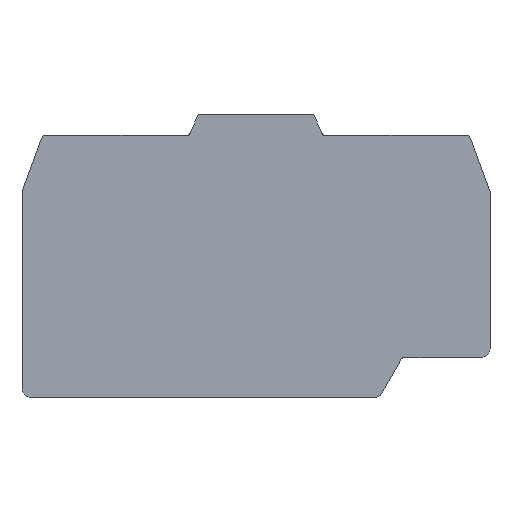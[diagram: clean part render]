
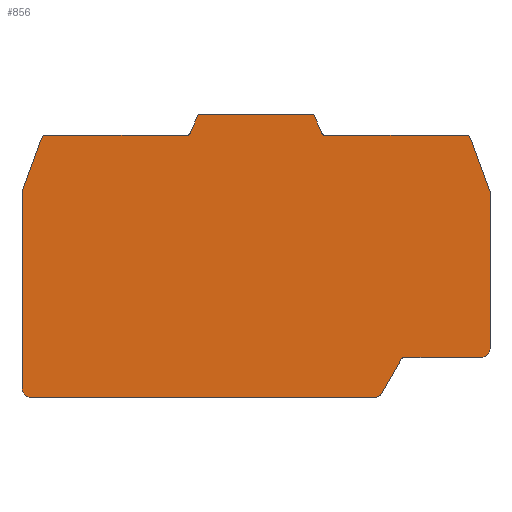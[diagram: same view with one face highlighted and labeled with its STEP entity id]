
A CAD part, top view. The second image highlights one B-rep face of the part: STEP entity #856.
In plain terms, the highlighted planar face has unit normal (0, 0, 1).
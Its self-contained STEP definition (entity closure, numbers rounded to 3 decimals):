
#156=DIRECTION('',(1.,0.,0.));
#157=VECTOR('',#156,24.069);
#158=CARTESIAN_POINT('',(-35.8,42.3,1.5));
#159=LINE('',#158,#157);
#318=DIRECTION('',(-0.342,-0.94,0.));
#319=VECTOR('',#318,9.533);
#320=CARTESIAN_POINT('',(-36.739,41.642,1.5));
#321=LINE('',#320,#319);
#325=CARTESIAN_POINT('',(-35.8,41.3,1.5));
#326=DIRECTION('',(0.,0.,1.));
#327=DIRECTION('',(0.,1.,0.));
#328=AXIS2_PLACEMENT_3D('',#325,#326,#327);
#333=CARTESIAN_POINT('',(-11.731,42.8,1.5));
#334=DIRECTION('',(0.,0.,-1.));
#335=DIRECTION('',(0.921,-0.391,0.));
#336=AXIS2_PLACEMENT_3D('',#333,#334,#335);
#341=DIRECTION('',(-0.391,-0.921,0.));
#342=VECTOR('',#341,3.471);
#343=CARTESIAN_POINT('',(-9.914,45.8,1.5));
#344=LINE('',#343,#342);
#348=DIRECTION('',(-1.,0.,0.));
#349=VECTOR('',#348,19.829);
#350=CARTESIAN_POINT('',(9.914,45.8,1.5));
#351=LINE('',#350,#349);
#355=DIRECTION('',(-0.391,0.921,0.));
#356=VECTOR('',#355,3.471);
#357=CARTESIAN_POINT('',(11.271,42.605,1.5));
#358=LINE('',#357,#356);
#362=CARTESIAN_POINT('',(11.731,42.8,1.5));
#363=DIRECTION('',(0.,0.,-1.));
#364=DIRECTION('',(0.,-1.,0.));
#365=AXIS2_PLACEMENT_3D('',#362,#363,#364);
#370=DIRECTION('',(-1.,0.,0.));
#371=VECTOR('',#370,24.069);
#372=CARTESIAN_POINT('',(35.8,42.3,1.5));
#373=LINE('',#372,#371);
#377=CARTESIAN_POINT('',(35.8,41.3,1.5));
#378=DIRECTION('',(0.,0.,1.));
#379=DIRECTION('',(0.94,0.342,0.));
#380=AXIS2_PLACEMENT_3D('',#377,#378,#379);
#385=DIRECTION('',(-0.342,0.94,0.));
#386=VECTOR('',#385,9.533);
#387=CARTESIAN_POINT('',(40.,32.684,1.5));
#388=LINE('',#387,#386);
#392=DIRECTION('',(0.,1.,0.));
#393=VECTOR('',#392,26.884);
#394=CARTESIAN_POINT('',(40.,5.8,1.5));
#395=LINE('',#394,#393);
#399=CARTESIAN_POINT('',(38.5,5.8,1.5));
#400=DIRECTION('',(0.,0.,1.));
#401=DIRECTION('',(0.,-1.,0.));
#402=AXIS2_PLACEMENT_3D('',#399,#400,#401);
#407=DIRECTION('',(1.,0.,0.));
#408=VECTOR('',#407,13.211);
#409=CARTESIAN_POINT('',(25.289,4.3,1.5));
#410=LINE('',#409,#408);
#414=CARTESIAN_POINT('',(25.289,3.8,1.5));
#415=DIRECTION('',(0.,0.,-1.));
#416=DIRECTION('',(-0.866,0.5,0.));
#417=AXIS2_PLACEMENT_3D('',#414,#415,#416);
#422=DIRECTION('',(0.5,0.866,0.));
#423=VECTOR('',#422,6.986);
#424=CARTESIAN_POINT('',(21.363,-2.,1.5));
#425=LINE('',#424,#423);
#429=CARTESIAN_POINT('',(20.497,-1.5,1.5));
#430=DIRECTION('',(0.,0.,1.));
#431=DIRECTION('',(0.,-1.,0.));
#432=AXIS2_PLACEMENT_3D('',#429,#430,#431);
#437=CARTESIAN_POINT('',(-38.5,-1.,1.5));
#438=DIRECTION('',(0.,0.,1.));
#439=DIRECTION('',(-1.,0.,0.));
#440=AXIS2_PLACEMENT_3D('',#437,#438,#439);
#473=DIRECTION('',(0.,1.,0.));
#474=VECTOR('',#473,33.684);
#475=CARTESIAN_POINT('',(-40.,-1.,1.5));
#476=LINE('',#475,#474);
#501=DIRECTION('',(-1.,0.,0.));
#502=VECTOR('',#501,58.997);
#503=CARTESIAN_POINT('',(20.497,-2.5,1.5));
#504=LINE('',#503,#502);
#592=CARTESIAN_POINT('',(-35.8,42.3,1.5));
#593=CARTESIAN_POINT('',(-11.731,42.3,1.5));
#594=VERTEX_POINT('',#592);
#595=VERTEX_POINT('',#593);
#602=CARTESIAN_POINT('',(-11.271,42.605,1.5));
#603=VERTEX_POINT('',#602);
#604=CARTESIAN_POINT('',(11.731,42.3,1.5));
#605=CARTESIAN_POINT('',(11.271,42.605,1.5));
#606=VERTEX_POINT('',#604);
#607=VERTEX_POINT('',#605);
#616=CARTESIAN_POINT('',(24.856,4.05,1.5));
#617=VERTEX_POINT('',#616);
#618=CARTESIAN_POINT('',(25.289,4.3,1.5));
#619=VERTEX_POINT('',#618);
#620=CARTESIAN_POINT('',(-36.739,41.642,1.5));
#621=VERTEX_POINT('',#620);
#622=CARTESIAN_POINT('',(-9.914,45.8,1.5));
#623=VERTEX_POINT('',#622);
#624=CARTESIAN_POINT('',(9.914,45.8,1.5));
#625=VERTEX_POINT('',#624);
#626=CARTESIAN_POINT('',(35.8,42.3,1.5));
#627=VERTEX_POINT('',#626);
#628=CARTESIAN_POINT('',(36.739,41.642,1.5));
#629=VERTEX_POINT('',#628);
#630=CARTESIAN_POINT('',(40.,32.684,1.5));
#631=VERTEX_POINT('',#630);
#632=CARTESIAN_POINT('',(40.,5.8,1.5));
#633=VERTEX_POINT('',#632);
#634=CARTESIAN_POINT('',(38.5,4.3,1.5));
#635=VERTEX_POINT('',#634);
#636=CARTESIAN_POINT('',(21.363,-2.,1.5));
#637=VERTEX_POINT('',#636);
#638=CARTESIAN_POINT('',(20.497,-2.5,1.5));
#639=VERTEX_POINT('',#638);
#640=CARTESIAN_POINT('',(-38.5,-2.5,1.5));
#641=VERTEX_POINT('',#640);
#642=CARTESIAN_POINT('',(-40.,-1.,1.5));
#643=VERTEX_POINT('',#642);
#644=CARTESIAN_POINT('',(-40.,32.684,1.5));
#645=VERTEX_POINT('',#644);
#813=CARTESIAN_POINT('',(3.7,28.,1.5));
#814=DIRECTION('',(0.,0.,1.));
#815=DIRECTION('',(-1.,0.,0.));
#816=AXIS2_PLACEMENT_3D('',#813,#814,#815);
#817=PLANE('',#816);
#819=ORIENTED_EDGE('',*,*,#818,.F.);
#821=ORIENTED_EDGE('',*,*,#820,.F.);
#822=ORIENTED_EDGE('',*,*,#679,.T.);
#823=ORIENTED_EDGE('',*,*,#705,.F.);
#825=ORIENTED_EDGE('',*,*,#824,.F.);
#826=ORIENTED_EDGE('',*,*,#778,.F.);
#827=ORIENTED_EDGE('',*,*,#797,.F.);
#829=ORIENTED_EDGE('',*,*,#828,.F.);
#831=ORIENTED_EDGE('',*,*,#830,.F.);
#833=ORIENTED_EDGE('',*,*,#832,.F.);
#835=ORIENTED_EDGE('',*,*,#834,.F.);
#837=ORIENTED_EDGE('',*,*,#836,.F.);
#839=ORIENTED_EDGE('',*,*,#838,.F.);
#841=ORIENTED_EDGE('',*,*,#840,.F.);
#843=ORIENTED_EDGE('',*,*,#842,.F.);
#845=ORIENTED_EDGE('',*,*,#844,.F.);
#847=ORIENTED_EDGE('',*,*,#846,.F.);
#849=ORIENTED_EDGE('',*,*,#848,.T.);
#851=ORIENTED_EDGE('',*,*,#850,.F.);
#853=ORIENTED_EDGE('',*,*,#852,.T.);
#854=EDGE_LOOP('',(#819,#821,#822,#823,#825,#826,#827,#829,#831,#833,#835,#837,
#839,#841,#843,#845,#847,#849,#851,#853));
#855=FACE_OUTER_BOUND('',#854,.F.);
#329=CIRCLE('',#328,1.);
#337=CIRCLE('',#336,0.5);
#366=CIRCLE('',#365,0.5);
#381=CIRCLE('',#380,1.);
#403=CIRCLE('',#402,1.5);
#418=CIRCLE('',#417,0.5);
#433=CIRCLE('',#432,1.);
#441=CIRCLE('',#440,1.5);
#679=EDGE_CURVE('',#594,#595,#159,.T.);
#705=EDGE_CURVE('',#603,#595,#337,.T.);
#778=EDGE_CURVE('',#625,#623,#351,.T.);
#797=EDGE_CURVE('',#607,#625,#358,.T.);
#818=EDGE_CURVE('',#621,#645,#321,.T.);
#820=EDGE_CURVE('',#594,#621,#329,.T.);
#824=EDGE_CURVE('',#623,#603,#344,.T.);
#828=EDGE_CURVE('',#606,#607,#366,.T.);
#830=EDGE_CURVE('',#627,#606,#373,.T.);
#832=EDGE_CURVE('',#629,#627,#381,.T.);
#834=EDGE_CURVE('',#631,#629,#388,.T.);
#836=EDGE_CURVE('',#633,#631,#395,.T.);
#838=EDGE_CURVE('',#635,#633,#403,.T.);
#840=EDGE_CURVE('',#619,#635,#410,.T.);
#842=EDGE_CURVE('',#617,#619,#418,.T.);
#844=EDGE_CURVE('',#637,#617,#425,.T.);
#846=EDGE_CURVE('',#639,#637,#433,.T.);
#848=EDGE_CURVE('',#639,#641,#504,.T.);
#850=EDGE_CURVE('',#643,#641,#441,.T.);
#852=EDGE_CURVE('',#643,#645,#476,.T.);
#856=ADVANCED_FACE('',(#855),#817,.T.);
